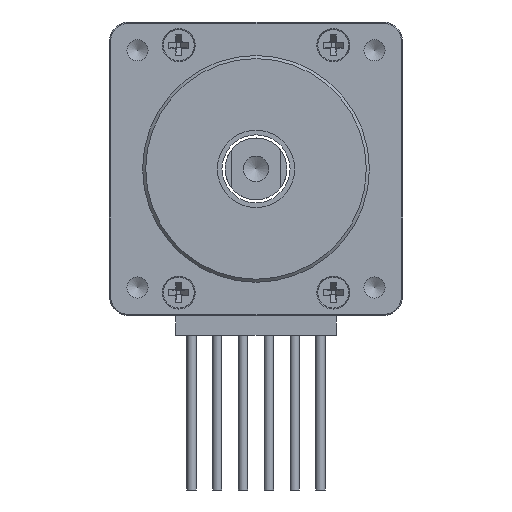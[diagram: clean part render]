
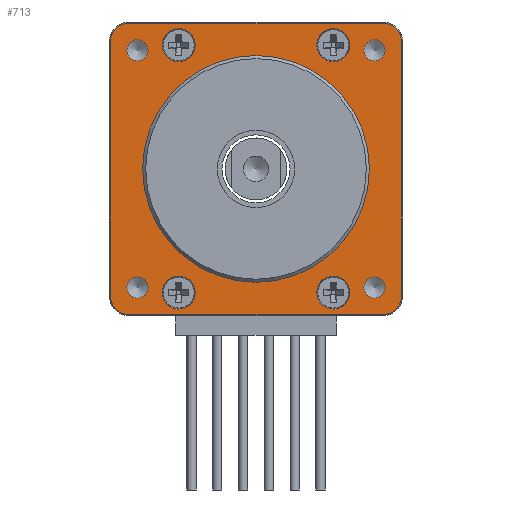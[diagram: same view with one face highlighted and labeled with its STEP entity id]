
A CAD part, front view. The second image highlights one B-rep face of the part: STEP entity #713.
In plain terms, the highlighted planar face has unit normal (0, -1, 0).
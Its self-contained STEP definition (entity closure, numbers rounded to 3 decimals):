
#713 = ADVANCED_FACE( '', ( #1499, #1500, #1501, #1502, #1503, #1504, #1505, #1506, #1507, #1508 ), #1509, .F. );
#1499 = FACE_OUTER_BOUND( '', #2518, .T. );
#1500 = FACE_BOUND( '', #2519, .T. );
#1501 = FACE_BOUND( '', #2520, .T. );
#1502 = FACE_BOUND( '', #2521, .T. );
#1503 = FACE_BOUND( '', #2522, .T. );
#1504 = FACE_BOUND( '', #2523, .T. );
#1505 = FACE_BOUND( '', #2524, .T. );
#1506 = FACE_BOUND( '', #2525, .T. );
#1507 = FACE_BOUND( '', #2526, .T. );
#1508 = FACE_BOUND( '', #2527, .T. );
#1509 = PLANE( '', #2528 );
#2518 = EDGE_LOOP( '', ( #3949, #3950, #3951, #3952, #3953, #3954, #3955, #3956 ) );
#2519 = EDGE_LOOP( '', ( #3957 ) );
#2520 = EDGE_LOOP( '', ( #3958 ) );
#2521 = EDGE_LOOP( '', ( #3959 ) );
#2522 = EDGE_LOOP( '', ( #3960 ) );
#2523 = EDGE_LOOP( '', ( #3961 ) );
#2524 = EDGE_LOOP( '', ( #3962 ) );
#2525 = EDGE_LOOP( '', ( #3963 ) );
#2526 = EDGE_LOOP( '', ( #3964 ) );
#2527 = EDGE_LOOP( '', ( #3965 ) );
#2528 = AXIS2_PLACEMENT_3D( '', #3966, #3967, #3968 );
#3949 = ORIENTED_EDGE( '', *, *, #5914, .T. );
#3950 = ORIENTED_EDGE( '', *, *, #5964, .T. );
#3951 = ORIENTED_EDGE( '', *, *, #5965, .T. );
#3952 = ORIENTED_EDGE( '', *, *, #5966, .T. );
#3953 = ORIENTED_EDGE( '', *, *, #5967, .T. );
#3954 = ORIENTED_EDGE( '', *, *, #5694, .T. );
#3955 = ORIENTED_EDGE( '', *, *, #5968, .T. );
#3956 = ORIENTED_EDGE( '', *, *, #5969, .T. );
#3957 = ORIENTED_EDGE( '', *, *, #5589, .T. );
#3958 = ORIENTED_EDGE( '', *, *, #5970, .T. );
#3959 = ORIENTED_EDGE( '', *, *, #5971, .T. );
#3960 = ORIENTED_EDGE( '', *, *, #5972, .T. );
#3961 = ORIENTED_EDGE( '', *, *, #5973, .T. );
#3962 = ORIENTED_EDGE( '', *, *, #5974, .T. );
#3963 = ORIENTED_EDGE( '', *, *, #5612, .T. );
#3964 = ORIENTED_EDGE( '', *, *, #5975, .T. );
#3965 = ORIENTED_EDGE( '', *, *, #5976, .T. );
#3966 = CARTESIAN_POINT( '', ( 12.1, 2., -12.1 ) );
#3967 = DIRECTION( '', ( 0., 1., 0. ) );
#3968 = DIRECTION( '', ( 0., 0., 1. ) );
#5589 = EDGE_CURVE( '', #6486, #6486, #6487, .T. );
#5612 = EDGE_CURVE( '', #6526, #6526, #6527, .T. );
#5694 = EDGE_CURVE( '', #6668, #6666, #6669, .F. );
#5914 = EDGE_CURVE( '', #7016, #7018, #7020, .F. );
#5964 = EDGE_CURVE( '', #7018, #7089, #7090, .F. );
#5965 = EDGE_CURVE( '', #7089, #7091, #7092, .F. );
#5966 = EDGE_CURVE( '', #7091, #7093, #7094, .F. );
#5967 = EDGE_CURVE( '', #7093, #6668, #7095, .F. );
#5968 = EDGE_CURVE( '', #6666, #7096, #7097, .F. );
#5969 = EDGE_CURVE( '', #7096, #7016, #7098, .F. );
#5970 = EDGE_CURVE( '', #7099, #7099, #7100, .T. );
#5971 = EDGE_CURVE( '', #7101, #7101, #7102, .T. );
#5972 = EDGE_CURVE( '', #7103, #7103, #7104, .T. );
#5973 = EDGE_CURVE( '', #7105, #7105, #7106, .T. );
#5974 = EDGE_CURVE( '', #7107, #7107, #7108, .T. );
#5975 = EDGE_CURVE( '', #7109, #7109, #7110, .T. );
#5976 = EDGE_CURVE( '', #7111, #7111, #7112, .T. );
#6486 = VERTEX_POINT( '', #7768 );
#6487 = CIRCLE( '', #7769, 1.6 );
#6526 = VERTEX_POINT( '', #7822 );
#6527 = CIRCLE( '', #7823, 1.025 );
#6666 = VERTEX_POINT( '', #8010 );
#6668 = VERTEX_POINT( '', #8013 );
#6669 = LINE( '', #8014, #8015 );
#7016 = VERTEX_POINT( '', #8454 );
#7018 = VERTEX_POINT( '', #8457 );
#7020 = CIRCLE( '', #8460, 1.9 );
#7089 = VERTEX_POINT( '', #8562 );
#7090 = LINE( '', #8563, #8564 );
#7091 = VERTEX_POINT( '', #8565 );
#7092 = CIRCLE( '', #8566, 1.9 );
#7093 = VERTEX_POINT( '', #8567 );
#7094 = LINE( '', #8568, #8569 );
#7095 = CIRCLE( '', #8570, 1.9 );
#7096 = VERTEX_POINT( '', #8571 );
#7097 = CIRCLE( '', #8572, 1.9 );
#7098 = LINE( '', #8573, #8574 );
#7099 = VERTEX_POINT( '', #8575 );
#7100 = CIRCLE( '', #8576, 1.6 );
#7101 = VERTEX_POINT( '', #8577 );
#7102 = CIRCLE( '', #8578, 1.6 );
#7103 = VERTEX_POINT( '', #8579 );
#7104 = CIRCLE( '', #8580, 1.6 );
#7105 = VERTEX_POINT( '', #8581 );
#7106 = CIRCLE( '', #8582, 1.025 );
#7107 = VERTEX_POINT( '', #8583 );
#7108 = CIRCLE( '', #8584, 1.025 );
#7109 = VERTEX_POINT( '', #8585 );
#7110 = CIRCLE( '', #8586, 1.025 );
#7111 = VERTEX_POINT( '', #8587 );
#7112 = CIRCLE( '', #8588, 11. );
#7768 = CARTESIAN_POINT( '', ( 12., 2., -5.9 ) );
#7769 = AXIS2_PLACEMENT_3D( '', #9409, #9410, #9411 );
#7822 = CARTESIAN_POINT( '', ( -11.5, 2., -12.525 ) );
#7823 = AXIS2_PLACEMENT_3D( '', #9438, #9439, #9440 );
#8010 = CARTESIAN_POINT( '', ( 14.15, 2., 12.25 ) );
#8013 = CARTESIAN_POINT( '', ( 14.15, 2., -12.25 ) );
#8014 = CARTESIAN_POINT( '', ( 14.15, 2., 12.1 ) );
#8015 = VECTOR( '', #9538, 1000. );
#8454 = CARTESIAN_POINT( '', ( -12.25, 2., 14.15 ) );
#8457 = CARTESIAN_POINT( '', ( -14.15, 2., 12.25 ) );
#8460 = AXIS2_PLACEMENT_3D( '', #9837, #9838, #9839 );
#8562 = CARTESIAN_POINT( '', ( -14.15, 2., -12.25 ) );
#8563 = CARTESIAN_POINT( '', ( -14.15, 2., -12.1 ) );
#8564 = VECTOR( '', #9903, 1000. );
#8565 = CARTESIAN_POINT( '', ( -12.25, 2., -14.15 ) );
#8566 = AXIS2_PLACEMENT_3D( '', #9904, #9905, #9906 );
#8567 = CARTESIAN_POINT( '', ( 12.25, 2., -14.15 ) );
#8568 = CARTESIAN_POINT( '', ( 12.1, 2., -14.15 ) );
#8569 = VECTOR( '', #9907, 1000. );
#8570 = AXIS2_PLACEMENT_3D( '', #9908, #9909, #9910 );
#8571 = CARTESIAN_POINT( '', ( 12.25, 2., 14.15 ) );
#8572 = AXIS2_PLACEMENT_3D( '', #9911, #9912, #9913 );
#8573 = CARTESIAN_POINT( '', ( -12.1, 2., 14.15 ) );
#8574 = VECTOR( '', #9914, 1000. );
#8575 = CARTESIAN_POINT( '', ( 12., 2., 9.1 ) );
#8576 = AXIS2_PLACEMENT_3D( '', #9915, #9916, #9917 );
#8577 = CARTESIAN_POINT( '', ( -12., 2., 9.1 ) );
#8578 = AXIS2_PLACEMENT_3D( '', #9918, #9919, #9920 );
#8579 = CARTESIAN_POINT( '', ( -12., 2., -5.9 ) );
#8580 = AXIS2_PLACEMENT_3D( '', #9921, #9922, #9923 );
#8581 = CARTESIAN_POINT( '', ( 11.5, 2., 10.475 ) );
#8582 = AXIS2_PLACEMENT_3D( '', #9924, #9925, #9926 );
#8583 = CARTESIAN_POINT( '', ( 11.5, 2., -12.525 ) );
#8584 = AXIS2_PLACEMENT_3D( '', #9927, #9928, #9929 );
#8585 = CARTESIAN_POINT( '', ( -11.5, 2., 10.475 ) );
#8586 = AXIS2_PLACEMENT_3D( '', #9930, #9931, #9932 );
#8587 = CARTESIAN_POINT( '', ( 0., 2., 11. ) );
#8588 = AXIS2_PLACEMENT_3D( '', #9933, #9934, #9935 );
#9409 = CARTESIAN_POINT( '', ( 12., 2., -7.5 ) );
#9410 = DIRECTION( '', ( 0., 1., 0. ) );
#9411 = DIRECTION( '', ( 0., 0., 1. ) );
#9438 = CARTESIAN_POINT( '', ( -11.5, 2., -11.5 ) );
#9439 = DIRECTION( '', ( 0., 1., 0. ) );
#9440 = DIRECTION( '', ( 0., 0., -1. ) );
#9538 = DIRECTION( '', ( 0., 0., -1. ) );
#9837 = CARTESIAN_POINT( '', ( -12.25, 2., 12.25 ) );
#9838 = DIRECTION( '', ( 0., 1., 0. ) );
#9839 = DIRECTION( '', ( 0., 0., 1. ) );
#9903 = DIRECTION( '', ( 0., 0., 1. ) );
#9904 = CARTESIAN_POINT( '', ( -12.25, 2., -12.25 ) );
#9905 = DIRECTION( '', ( 0., 1., 0. ) );
#9906 = DIRECTION( '', ( 0., 0., 1. ) );
#9907 = DIRECTION( '', ( -1., 0., 0. ) );
#9908 = CARTESIAN_POINT( '', ( 12.25, 2., -12.25 ) );
#9909 = DIRECTION( '', ( 0., 1., 0. ) );
#9910 = DIRECTION( '', ( 0., 0., 1. ) );
#9911 = CARTESIAN_POINT( '', ( 12.25, 2., 12.25 ) );
#9912 = DIRECTION( '', ( 0., 1., 0. ) );
#9913 = DIRECTION( '', ( 0., 0., 1. ) );
#9914 = DIRECTION( '', ( 1., 0., 0. ) );
#9915 = CARTESIAN_POINT( '', ( 12., 2., 7.5 ) );
#9916 = DIRECTION( '', ( 0., 1., 0. ) );
#9917 = DIRECTION( '', ( 0., 0., 1. ) );
#9918 = CARTESIAN_POINT( '', ( -12., 2., 7.5 ) );
#9919 = DIRECTION( '', ( 0., 1., 0. ) );
#9920 = DIRECTION( '', ( 0., 0., 1. ) );
#9921 = CARTESIAN_POINT( '', ( -12., 2., -7.5 ) );
#9922 = DIRECTION( '', ( 0., 1., 0. ) );
#9923 = DIRECTION( '', ( 0., 0., 1. ) );
#9924 = CARTESIAN_POINT( '', ( 11.5, 2., 11.5 ) );
#9925 = DIRECTION( '', ( 0., 1., 0. ) );
#9926 = DIRECTION( '', ( 0., 0., -1. ) );
#9927 = CARTESIAN_POINT( '', ( 11.5, 2., -11.5 ) );
#9928 = DIRECTION( '', ( 0., 1., 0. ) );
#9929 = DIRECTION( '', ( 0., 0., -1. ) );
#9930 = CARTESIAN_POINT( '', ( -11.5, 2., 11.5 ) );
#9931 = DIRECTION( '', ( 0., 1., 0. ) );
#9932 = DIRECTION( '', ( 0., 0., -1. ) );
#9933 = CARTESIAN_POINT( '', ( 0., 2., 0. ) );
#9934 = DIRECTION( '', ( 0., 1., 0. ) );
#9935 = DIRECTION( '', ( 0., 0., 1. ) );
